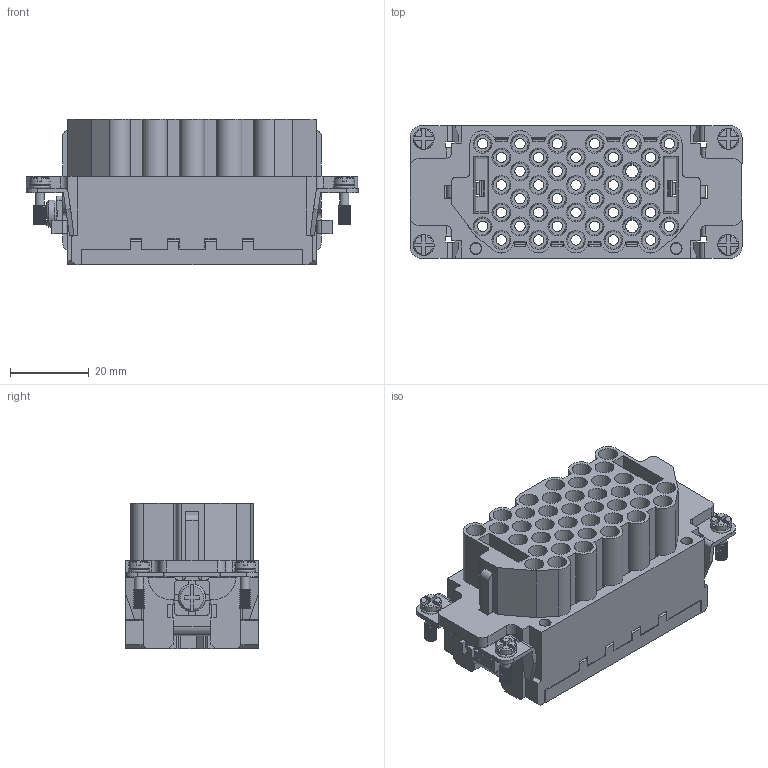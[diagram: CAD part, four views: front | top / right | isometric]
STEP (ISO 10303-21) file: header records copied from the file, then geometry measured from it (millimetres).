
FILE_DESCRIPTION(/* description */ (''),/* implementation_level */ '2;1');
FILE_NAME(/* name */ 'HEEE-040-FC.stp',/* time_stamp */ '2023-09-18T12:56:10+08:00',/* author */ (''),/* organization */ (''),/* preprocessor_version */ 'ST-DEVELOPER v16',/* originating_system */ 'SIEMENS PLM Software NX 10.0',/* authorisation */ '');
FILE_SCHEMA (('AUTOMOTIVE_DESIGN { 1 0 10303 214 3 1 1 1 }'));
Products named in the file (1): Admi16F8F3C4yspr
Bounding box: 84.5 x 33.8 x 37.1 mm (x, y, z)
Surface area: 51826.5 mm2 (no closed solid volume)
Topology: 0 solids, 1 shells, 2537 faces, 7394 edges, 4873 vertices
Faces by surface type: plane 1639, cylinder 615, bspline 130, extrusion 80, cone 67, torus 6
Full cylindrical faces by diameter (mm): 2.4 x4, 2.5 x4, 2.6 x38, 3 x40, 4 x2, 4.7 x40, 5 x2, 5.3 x4, 7 x1
Entity records: 103828 total; most frequent: CARTESIAN_POINT 39362, ORIENTED_EDGE 14090, DIRECTION 12087, EDGE_CURVE 7045, VECTOR 4829, LINE 4749, VERTEX_POINT 4714, AXIS2_PLACEMENT_3D 3629
